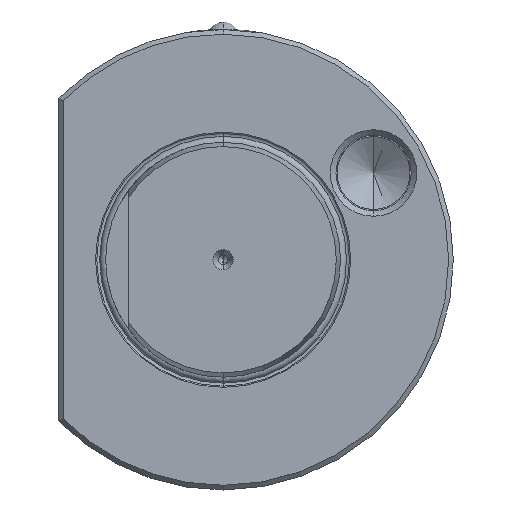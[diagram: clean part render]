
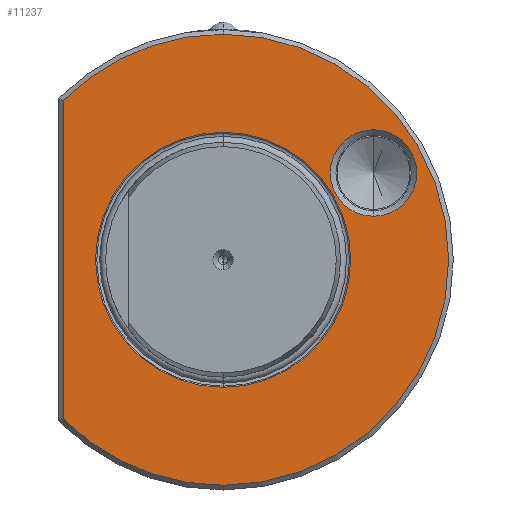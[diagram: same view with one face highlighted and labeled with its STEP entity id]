
A CAD part, left-side view. The second image highlights one B-rep face of the part: STEP entity #11237.
In plain terms, the highlighted planar face has unit normal (-1, 0, 0).
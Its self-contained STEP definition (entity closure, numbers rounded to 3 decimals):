
#81 = CARTESIAN_POINT ( 'NONE',  ( 2., 0., 0. ) ) ;
#83 = DIRECTION ( 'NONE',  ( 0., 0., -1. ) ) ;
#102 = DIRECTION ( 'NONE',  ( 1., 0., 0. ) ) ;
#163 = DIRECTION ( 'NONE',  ( 0., 0., -1. ) ) ;
#192 = DIRECTION ( 'NONE',  ( 1., 0., 0. ) ) ;
#208 = CARTESIAN_POINT ( 'NONE',  ( 2., -32.01, 18.46 ) ) ;
#758 = CARTESIAN_POINT ( 'NONE',  ( 2., 34., -32.848 ) ) ;
#761 = DIRECTION ( 'NONE',  ( 0., 0., -1. ) ) ;
#2058 = CARTESIAN_POINT ( 'NONE',  ( 2., -32.01, 27.66 ) ) ;
#2096 = CARTESIAN_POINT ( 'NONE',  ( 2., 34., 33.882 ) ) ;
#2125 = CARTESIAN_POINT ( 'NONE',  ( 2., 0., -27.15 ) ) ;
#2150 = CARTESIAN_POINT ( 'NONE',  ( 2., 34., -33.882 ) ) ;
#8096 = CARTESIAN_POINT ( 'NONE',  ( 2., 0., 0. ) ) ;
#8108 = DIRECTION ( 'NONE',  ( 0., 0., -1. ) ) ;
#8129 = DIRECTION ( 'NONE',  ( 1., 0., 0. ) ) ;
#9099 = CARTESIAN_POINT ( 'NONE',  ( 2., 0., 0. ) ) ;
#9124 = DIRECTION ( 'NONE',  ( 1., 0., 0. ) ) ;
#9127 = DIRECTION ( 'NONE',  ( 0., 0., -1. ) ) ;
#9622 = CARTESIAN_POINT ( 'NONE',  ( 2., 0., 0. ) ) ;
#9624 = DIRECTION ( 'NONE',  ( 1., 0., 0. ) ) ;
#9657 = DIRECTION ( 'NONE',  ( 0., 0., -1. ) ) ;
#10027 = CARTESIAN_POINT ( 'NONE',  ( 2., 0., 0. ) ) ;
#10028 = DIRECTION ( 'NONE',  ( 1., 0., 0. ) ) ;
#10051 = DIRECTION ( 'NONE',  ( 0., 0., -1. ) ) ;
#11237 = ADVANCED_FACE ( 'NONE', ( #41513, #41541, #41583 ), #29166, .F. ) ;
#12249 = DIRECTION ( 'NONE',  ( 0., 0., -1. ) ) ;
#12250 = CARTESIAN_POINT ( 'NONE',  ( 2., -32.01, 18.46 ) ) ;
#12253 = DIRECTION ( 'NONE',  ( 1., 0., 0. ) ) ;
#13318 = CIRCLE ( 'NONE', #20078, 48. ) ;
#13489 = CIRCLE ( 'NONE', #19954, 9.2 ) ;
#13557 = CIRCLE ( 'NONE', #19984, 48. ) ;
#13678 = CIRCLE ( 'NONE', #19989, 27.15 ) ;
#13802 = CIRCLE ( 'NONE', #20016, 48. ) ;
#13829 = LINE ( 'NONE', #758, #13857 ) ;
#13831 = CIRCLE ( 'NONE', #20031, 9.2 ) ;
#13833 = CIRCLE ( 'NONE', #20020, 27.15 ) ;
#13857 = VECTOR ( 'NONE', #761, 1000. ) ;
#14048 = VERTEX_POINT ( 'NONE', #2096 ) ;
#14062 = VERTEX_POINT ( 'NONE', #2058 ) ;
#14064 = VERTEX_POINT ( 'NONE', #2125 ) ;
#19954 = AXIS2_PLACEMENT_3D ( 'NONE', #12250, #12253, #12249 ) ;
#19984 = AXIS2_PLACEMENT_3D ( 'NONE', #9622, #9624, #9657 ) ;
#19989 = AXIS2_PLACEMENT_3D ( 'NONE', #10027, #10028, #10051 ) ;
#20016 = AXIS2_PLACEMENT_3D ( 'NONE', #8096, #8129, #8108 ) ;
#20020 = AXIS2_PLACEMENT_3D ( 'NONE', #81, #102, #83 ) ;
#20031 = AXIS2_PLACEMENT_3D ( 'NONE', #208, #192, #163 ) ;
#20078 = AXIS2_PLACEMENT_3D ( 'NONE', #9099, #9124, #9127 ) ;
#29150 = DIRECTION ( 'NONE',  ( 0., 0., -1. ) ) ;
#29166 = PLANE ( 'NONE',  #51884 ) ;
#29167 = DIRECTION ( 'NONE',  ( 1., 0., 0. ) ) ;
#29175 = CARTESIAN_POINT ( 'NONE',  ( 2., 25., 0. ) ) ;
#32820 = VERTEX_POINT ( 'NONE', #2150 ) ;
#37740 = ORIENTED_EDGE ( 'NONE', *, *, #54268, .F. ) ;
#37747 = ORIENTED_EDGE ( 'NONE', *, *, #53955, .T. ) ;
#37778 = ORIENTED_EDGE ( 'NONE', *, *, #53944, .T. ) ;
#37787 = ORIENTED_EDGE ( 'NONE', *, *, #53912, .T. ) ;
#37792 = ORIENTED_EDGE ( 'NONE', *, *, #53620, .F. ) ;
#37839 = ORIENTED_EDGE ( 'NONE', *, *, #53894, .F. ) ;
#37862 = ORIENTED_EDGE ( 'NONE', *, *, #53551, .T. ) ;
#37868 = ORIENTED_EDGE ( 'NONE', *, *, #53697, .T. ) ;
#38211 = CARTESIAN_POINT ( 'NONE',  ( 2., 0., 48. ) ) ;
#38225 = CARTESIAN_POINT ( 'NONE',  ( 2., 0., 27.15 ) ) ;
#38325 = CARTESIAN_POINT ( 'NONE',  ( 2., 0., -48. ) ) ;
#38507 = CARTESIAN_POINT ( 'NONE',  ( 2., -32.01, 9.26 ) ) ;
#40682 = EDGE_LOOP ( 'NONE', ( #37792, #37787, #37839, #37740 ) ) ;
#40738 = EDGE_LOOP ( 'NONE', ( #37862, #37747 ) ) ;
#41513 = FACE_BOUND ( 'NONE', #42315, .T. ) ;
#41541 = FACE_BOUND ( 'NONE', #40738, .T. ) ;
#41583 = FACE_OUTER_BOUND ( 'NONE', #40682, .T. ) ;
#42315 = EDGE_LOOP ( 'NONE', ( #37868, #37778 ) ) ;
#45295 = VERTEX_POINT ( 'NONE', #38225 ) ;
#45326 = VERTEX_POINT ( 'NONE', #38211 ) ;
#45347 = VERTEX_POINT ( 'NONE', #38325 ) ;
#47518 = VERTEX_POINT ( 'NONE', #38507 ) ;
#51884 = AXIS2_PLACEMENT_3D ( 'NONE', #29175, #29167, #29150 ) ;
#53551 = EDGE_CURVE ( 'NONE', #14062, #47518, #13489, .T. ) ;
#53620 = EDGE_CURVE ( 'NONE', #14048, #45326, #13557, .T. ) ;
#53697 = EDGE_CURVE ( 'NONE', #45295, #14064, #13678, .T. ) ;
#53894 = EDGE_CURVE ( 'NONE', #45347, #32820, #13802, .T. ) ;
#53912 = EDGE_CURVE ( 'NONE', #14048, #32820, #13829, .T. ) ;
#53944 = EDGE_CURVE ( 'NONE', #14064, #45295, #13833, .T. ) ;
#53955 = EDGE_CURVE ( 'NONE', #47518, #14062, #13831, .T. ) ;
#54268 = EDGE_CURVE ( 'NONE', #45326, #45347, #13318, .T. ) ;
